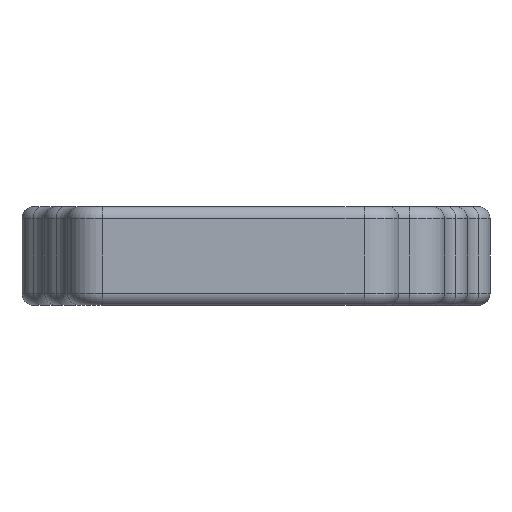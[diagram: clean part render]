
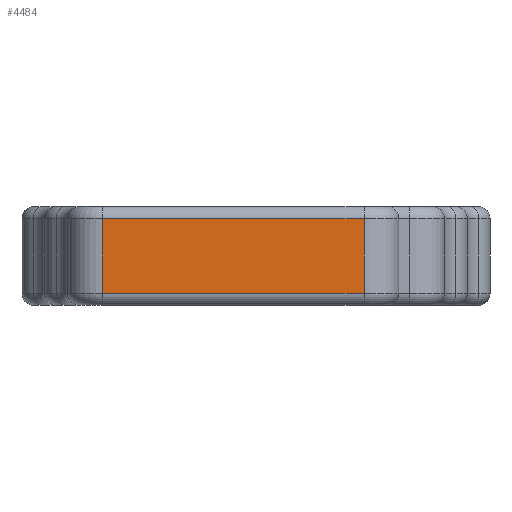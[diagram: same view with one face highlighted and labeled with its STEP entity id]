
A CAD part, left-side view. The second image highlights one B-rep face of the part: STEP entity #4484.
In plain terms, the highlighted planar face has unit normal (-1, 0, 0).
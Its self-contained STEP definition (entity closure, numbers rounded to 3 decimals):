
#4427=CARTESIAN_POINT('',(-80.999,29.384,2.5));
#4428=VERTEX_POINT('',#4427);
#4436=CARTESIAN_POINT('',(-80.999,29.384,18.1));
#4437=VERTEX_POINT('',#4436);
#4438=CARTESIAN_POINT('',(-80.999,29.384,18.1));
#4439=DIRECTION('',(0.,0.,-1.));
#4440=VECTOR('',#4439,15.6);
#4441=LINE('',#4438,#4440);
#4442=EDGE_CURVE('',#4437,#4428,#4441,.T.);
#4454=CARTESIAN_POINT('',(-80.999,2.059,3.));
#4455=DIRECTION('',(1.,0.,0.));
#4456=DIRECTION('',(0.,0.,-1.));
#4457=AXIS2_PLACEMENT_3D('',#4454,#4455,#4456);
#4458=PLANE('',#4457);
#4459=ORIENTED_EDGE('',*,*,#4442,.T.);
#4460=CARTESIAN_POINT('',(-80.999,-25.266,2.5));
#4461=VERTEX_POINT('',#4460);
#4462=CARTESIAN_POINT('',(-80.999,29.384,2.5));
#4463=DIRECTION('',(0.,-1.,0.));
#4464=VECTOR('',#4463,54.65);
#4465=LINE('',#4462,#4464);
#4466=EDGE_CURVE('',#4428,#4461,#4465,.T.);
#4467=ORIENTED_EDGE('',*,*,#4466,.T.);
#4468=CARTESIAN_POINT('',(-80.999,-25.266,18.1));
#4469=VERTEX_POINT('',#4468);
#4470=CARTESIAN_POINT('',(-80.999,-25.266,18.1));
#4471=DIRECTION('',(0.,0.,-1.));
#4472=VECTOR('',#4471,15.6);
#4473=LINE('',#4470,#4472);
#4474=EDGE_CURVE('',#4469,#4461,#4473,.T.);
#4475=ORIENTED_EDGE('',*,*,#4474,.F.);
#4476=CARTESIAN_POINT('',(-80.999,-25.266,18.1));
#4477=DIRECTION('',(-0.,1.,-0.));
#4478=VECTOR('',#4477,54.65);
#4479=LINE('',#4476,#4478);
#4480=EDGE_CURVE('',#4469,#4437,#4479,.T.);
#4481=ORIENTED_EDGE('',*,*,#4480,.T.);
#4482=EDGE_LOOP('',(#4459,#4467,#4475,#4481));
#4483=FACE_BOUND('',#4482,.T.);
#4484=ADVANCED_FACE('',(#4483),#4458,.F.);
